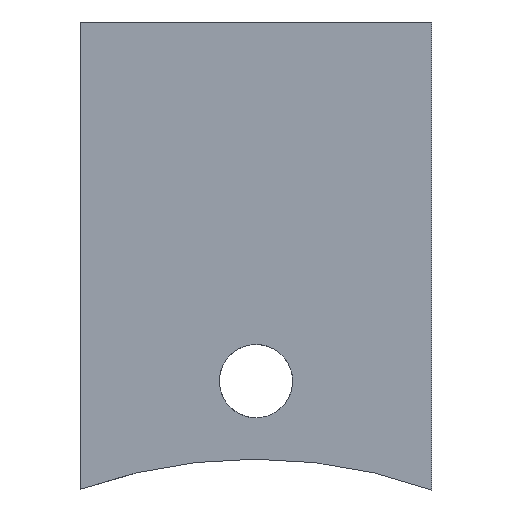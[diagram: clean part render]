
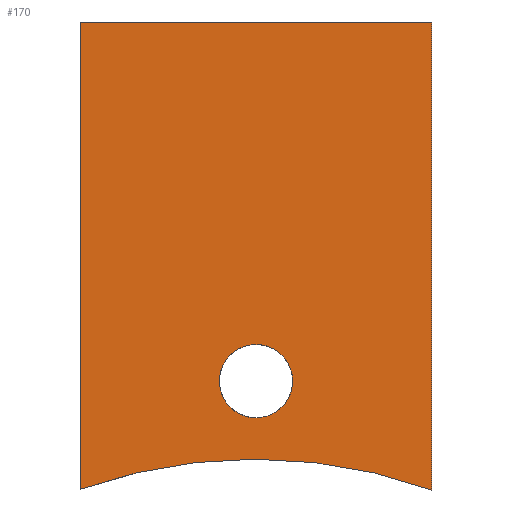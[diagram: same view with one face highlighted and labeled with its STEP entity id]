
A CAD part, front view. The second image highlights one B-rep face of the part: STEP entity #170.
In plain terms, the highlighted free-form (B-spline) face has degree [1, 1] with [2, 2] control points.
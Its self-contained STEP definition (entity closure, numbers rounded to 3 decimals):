
#31 = VERTEX_POINT ( 'NONE', #55 ) ;
#32 = FACE_OUTER_BOUND ( 'NONE', #192, .T. ) ;
#34 = CARTESIAN_POINT ( 'NONE',  ( -81.593, -5., -144.773 ) ) ;
#37 = CARTESIAN_POINT ( 'NONE',  ( -0.683, -5., -137.863 ) ) ;
#39 = EDGE_CURVE ( 'NONE', #301, #296, #303, .T. ) ;
#40 = VERTEX_POINT ( 'NONE', #309 ) ;
#45 = ORIENTED_EDGE ( 'NONE', *, *, #46, .F. ) ;
#46 = EDGE_CURVE ( 'NONE', #327, #31, #203, .T. ) ;
#54 =( BOUNDED_CURVE ( )  B_SPLINE_CURVE ( 3, ( #115, #219, #278, #338, #84, #139, #280 ),
 .UNSPECIFIED., .F., .T. ) 
 B_SPLINE_CURVE_WITH_KNOTS ( ( 4, 3, 4 ),
 ( -3.142, -1.571, 0. ),
 .UNSPECIFIED. ) 
 CURVE ( )  GEOMETRIC_REPRESENTATION_ITEM ( )  RATIONAL_B_SPLINE_CURVE ( ( 1., 0.805, 0.805, 1., 0.805, 0.805, 1. ) ) 
 REPRESENTATION_ITEM ( '' )  );
#55 = CARTESIAN_POINT ( 'NONE',  ( 120., -5., -158.881 ) ) ;
#57 = CARTESIAN_POINT ( 'NONE',  ( 0., -5., -59.623 ) ) ;
#59 = CARTESIAN_POINT ( 'NONE',  ( 120., -5., -158.881 ) ) ;
#64 = CARTESIAN_POINT ( 'NONE',  ( -120., -5., 160.377 ) ) ;
#66 = CARTESIAN_POINT ( 'NONE',  ( 120., -5., -160.796 ) ) ;
#67 = CARTESIAN_POINT ( 'NONE',  ( 120., -5., 160.377 ) ) ;
#68 = CARTESIAN_POINT ( 'NONE',  ( 0., -5., -109.623 ) ) ;
#71 = ORIENTED_EDGE ( 'NONE', *, *, #231, .F. ) ;
#83 = B_SPLINE_CURVE_WITH_KNOTS ( 'NONE', 1,
 ( #64, #201 ),
 .UNSPECIFIED., .F., .F.,
 ( 2, 2 ),
 ( 0., 1. ),
 .UNSPECIFIED. ) ;
#84 = CARTESIAN_POINT ( 'NONE',  ( 25., -5., -69.978 ) ) ;
#85 = CARTESIAN_POINT ( 'NONE',  ( 0., -5., -59.623 ) ) ;
#101 = ORIENTED_EDGE ( 'NONE', *, *, #325, .F. ) ;
#102 = VERTEX_POINT ( 'NONE', #306 ) ;
#103 = EDGE_CURVE ( 'NONE', #31, #40, #328, .T. ) ;
#115 = CARTESIAN_POINT ( 'NONE',  ( 0., -5., -109.623 ) ) ;
#117 = CARTESIAN_POINT ( 'NONE',  ( -50., -5., -109.623 ) ) ;
#134 = CARTESIAN_POINT ( 'NONE',  ( 0., -5., -109.623 ) ) ;
#135 = EDGE_CURVE ( 'NONE', #40, #157, #263, .T. ) ;
#139 = CARTESIAN_POINT ( 'NONE',  ( 14.645, -5., -59.623 ) ) ;
#157 = VERTEX_POINT ( 'NONE', #347 ) ;
#159 = CARTESIAN_POINT ( 'NONE',  ( 40.558, -5., -137.863 ) ) ;
#170 = ADVANCED_FACE ( 'NONE', ( #253, #32 ), #358, .F. ) ;
#180 = ORIENTED_EDGE ( 'NONE', *, *, #135, .F. ) ;
#187 = ORIENTED_EDGE ( 'NONE', *, *, #331, .F. ) ;
#192 = EDGE_LOOP ( 'NONE', ( #180, #246, #45, #71, #187 ) ) ;
#196 = CARTESIAN_POINT ( 'NONE',  ( -50., -5., -59.623 ) ) ;
#198 = CARTESIAN_POINT ( 'NONE',  ( 120., -5., 160.377 ) ) ;
#201 = CARTESIAN_POINT ( 'NONE',  ( 120., -5., 160.377 ) ) ;
#203 = B_SPLINE_CURVE_WITH_KNOTS ( 'NONE', 1,
 ( #242, #59 ),
 .UNSPECIFIED., .F., .F.,
 ( 2, 2 ),
 ( 0., 1. ),
 .UNSPECIFIED. ) ;
#219 = CARTESIAN_POINT ( 'NONE',  ( 14.645, -5., -109.623 ) ) ;
#220 = CARTESIAN_POINT ( 'NONE',  ( 120., -5., -158.881 ) ) ;
#231 = EDGE_CURVE ( 'NONE', #102, #327, #83, .T. ) ;
#238 = B_SPLINE_CURVE_WITH_KNOTS ( 'NONE', 1,
 ( #248, #372 ),
 .UNSPECIFIED., .F., .F.,
 ( 2, 2 ),
 ( 0., 1. ),
 .UNSPECIFIED. ) ;
#242 = CARTESIAN_POINT ( 'NONE',  ( 120., -5., 160.377 ) ) ;
#246 = ORIENTED_EDGE ( 'NONE', *, *, #103, .F. ) ;
#248 = CARTESIAN_POINT ( 'NONE',  ( -120., -5., -158.393 ) ) ;
#253 = FACE_BOUND ( 'NONE', #321, .T. ) ;
#261 = CARTESIAN_POINT ( 'NONE',  ( -120., -5., 160.377 ) ) ;
#263 =( BOUNDED_CURVE ( )  B_SPLINE_CURVE ( 3, ( #37, #285, #34, #289 ),
 .UNSPECIFIED., .F., .T. ) 
 B_SPLINE_CURVE_WITH_KNOTS ( ( 4, 4 ),
 ( -0.341, 0. ),
 .UNSPECIFIED. ) 
 CURVE ( )  GEOMETRIC_REPRESENTATION_ITEM ( )  RATIONAL_B_SPLINE_CURVE ( ( 1., 0.99, 0.99, 1. ) ) 
 REPRESENTATION_ITEM ( '' )  );
#272 = CARTESIAN_POINT ( 'NONE',  ( -0.683, -5., -137.863 ) ) ;
#278 = CARTESIAN_POINT ( 'NONE',  ( 25., -5., -99.267 ) ) ;
#280 = CARTESIAN_POINT ( 'NONE',  ( 0., -5., -59.623 ) ) ;
#285 = CARTESIAN_POINT ( 'NONE',  ( -41.433, -5., -137.863 ) ) ;
#289 = CARTESIAN_POINT ( 'NONE',  ( -120., -5., -158.393 ) ) ;
#296 = VERTEX_POINT ( 'NONE', #68 ) ;
#301 = VERTEX_POINT ( 'NONE', #57 ) ;
#302 = CARTESIAN_POINT ( 'NONE',  ( 81.187, -5., -144.939 ) ) ;
#303 =( BOUNDED_CURVE ( )  B_SPLINE_CURVE ( 3, ( #85, #196, #117, #134 ),
 .UNSPECIFIED., .F., .T. ) 
 B_SPLINE_CURVE_WITH_KNOTS ( ( 4, 4 ),
 ( -3.142, 0. ),
 .UNSPECIFIED. ) 
 CURVE ( )  GEOMETRIC_REPRESENTATION_ITEM ( )  RATIONAL_B_SPLINE_CURVE ( ( 1., 0.333, 0.333, 1. ) ) 
 REPRESENTATION_ITEM ( '' )  );
#306 = CARTESIAN_POINT ( 'NONE',  ( -120., -5., 160.377 ) ) ;
#309 = CARTESIAN_POINT ( 'NONE',  ( -0.683, -5., -137.863 ) ) ;
#321 = EDGE_LOOP ( 'NONE', ( #363, #101 ) ) ;
#325 = EDGE_CURVE ( 'NONE', #296, #301, #54, .T. ) ;
#327 = VERTEX_POINT ( 'NONE', #198 ) ;
#328 =( BOUNDED_CURVE ( )  B_SPLINE_CURVE ( 3, ( #220, #302, #159, #272 ),
 .UNSPECIFIED., .F., .T. ) 
 B_SPLINE_CURVE_WITH_KNOTS ( ( 4, 4 ),
 ( -0.345, 0. ),
 .UNSPECIFIED. ) 
 CURVE ( )  GEOMETRIC_REPRESENTATION_ITEM ( )  RATIONAL_B_SPLINE_CURVE ( ( 1., 0.99, 0.99, 1. ) ) 
 REPRESENTATION_ITEM ( '' )  );
#331 = EDGE_CURVE ( 'NONE', #157, #102, #238, .T. ) ;
#338 = CARTESIAN_POINT ( 'NONE',  ( 25., -5., -84.623 ) ) ;
#347 = CARTESIAN_POINT ( 'NONE',  ( -120., -5., -158.393 ) ) ;
#349 = CARTESIAN_POINT ( 'NONE',  ( -120., -5., -160.796 ) ) ;
#358 = B_SPLINE_SURFACE_WITH_KNOTS ( 'NONE', 1, 1, ( 
 ( #349, #66 ),
 ( #261, #67 ) ),
 .UNSPECIFIED., .F., .F., .F.,
 ( 2, 2 ),
 ( 2, 2 ),
 ( 0., 1. ),
 ( 0., 1. ),
 .UNSPECIFIED. ) ;
#363 = ORIENTED_EDGE ( 'NONE', *, *, #39, .F. ) ;
#372 = CARTESIAN_POINT ( 'NONE',  ( -120., -5., 160.377 ) ) ;
